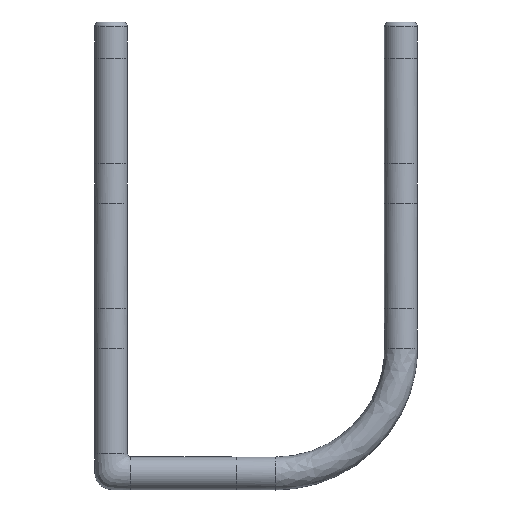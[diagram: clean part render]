
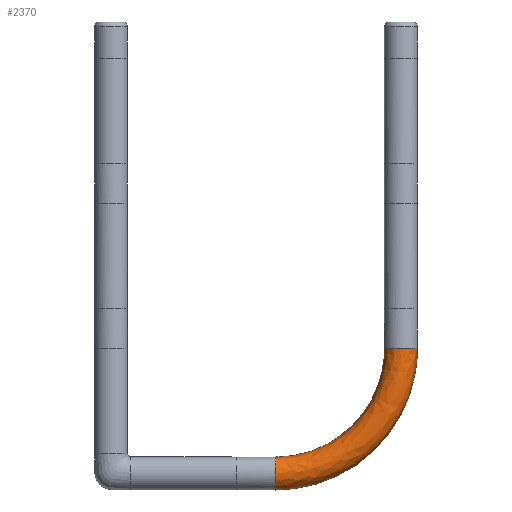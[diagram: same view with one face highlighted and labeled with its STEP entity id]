
A CAD part, top view. The second image highlights one B-rep face of the part: STEP entity #2370.
In plain terms, the highlighted free-form (B-spline) face has degree [2, 2] with [9, 9] control points.
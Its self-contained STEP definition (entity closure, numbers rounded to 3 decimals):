
#47=(
BOUNDED_SURFACE()
B_SPLINE_SURFACE(2,2,((#8102,#8103,#8104,#8105,#8106,#8107,#8108,#8109,
#8110),(#8111,#8112,#8113,#8114,#8115,#8116,#8117,#8118,#8119),(#8120,#8121,
#8122,#8123,#8124,#8125,#8126,#8127,#8128),(#8129,#8130,#8131,#8132,#8133,
#8134,#8135,#8136,#8137),(#8138,#8139,#8140,#8141,#8142,#8143,#8144,#8145,
#8146),(#8147,#8148,#8149,#8150,#8151,#8152,#8153,#8154,#8155),(#8156,#8157,
#8158,#8159,#8160,#8161,#8162,#8163,#8164),(#8165,#8166,#8167,#8168,#8169,
#8170,#8171,#8172,#8173),(#8174,#8175,#8176,#8177,#8178,#8179,#8180,#8181,
#8182)),.UNSPECIFIED.,.T.,.F.,.F.)
B_SPLINE_SURFACE_WITH_KNOTS((3,2,2,2,3),(3,2,2,2,3),(0.,148.911,
297.823,446.734,595.646),(0.,19.635,
39.27,58.905,78.54),.UNSPECIFIED.)
GEOMETRIC_REPRESENTATION_ITEM()
RATIONAL_B_SPLINE_SURFACE(((1.,0.707,1.,0.707,1.,
0.707,1.,0.707,1.),(0.707,0.5,0.707,
0.5,0.707,0.5,0.707,0.5,0.707),(1.,
0.707,1.,0.707,1.,0.707,1.,0.707,
1.),(0.707,0.5,0.707,0.5,0.707,0.5,
0.707,0.5,0.707),(1.,0.707,1.,0.707,
1.,0.707,1.,0.707,1.),(0.707,0.5,0.707,
0.5,0.707,0.5,0.707,0.5,0.707),(1.,
0.707,1.,0.707,1.,0.707,1.,0.707,
1.),(0.707,0.5,0.707,0.5,0.707,0.5,
0.707,0.5,0.707),(1.,0.707,1.,0.707,
1.,0.707,1.,0.707,1.)))
REPRESENTATION_ITEM('')
SURFACE()
);
#2370=ADVANCED_FACE('',(#2624),#47,.T.);
#2624=FACE_OUTER_BOUND('',#2890,.T.);
#2890=EDGE_LOOP('',(#3420,#3421,#3422,#3423));
#3420=ORIENTED_EDGE('',*,*,#4717,.T.);
#3421=ORIENTED_EDGE('',*,*,#4472,.F.);
#3422=ORIENTED_EDGE('',*,*,#4774,.T.);
#3423=ORIENTED_EDGE('',*,*,#4436,.T.);
#4436=EDGE_CURVE('',#5663,#5666,#4987,.T.);
#4472=EDGE_CURVE('',#5664,#5665,#5005,.T.);
#4717=EDGE_CURVE('',#5666,#5665,#5108,.T.);
#4774=EDGE_CURVE('',#5664,#5663,#5131,.T.);
#4987=(
BOUNDED_CURVE()
B_SPLINE_CURVE(2,(#14157,#14158,#14159),.UNSPECIFIED.,.F.,.F.)
B_SPLINE_CURVE_WITH_KNOTS((3,3),(148.934,297.801),
 .UNSPECIFIED.)
CURVE()
GEOMETRIC_REPRESENTATION_ITEM()
RATIONAL_B_SPLINE_CURVE((1.,0.707,1.))
REPRESENTATION_ITEM('')
);
#5005=(
BOUNDED_CURVE()
B_SPLINE_CURVE(2,(#14520,#14521,#14522),.UNSPECIFIED.,.F.,.F.)
B_SPLINE_CURVE_WITH_KNOTS((3,3),(-129.227,0.),.UNSPECIFIED.)
CURVE()
GEOMETRIC_REPRESENTATION_ITEM()
RATIONAL_B_SPLINE_CURVE((1.,0.707,1.))
REPRESENTATION_ITEM('')
);
#5108=(
BOUNDED_CURVE()
B_SPLINE_CURVE(2,(#16567,#16568,#16569,#16570,#16571),.UNSPECIFIED.,.F.,
 .F.)
B_SPLINE_CURVE_WITH_KNOTS((3,2,3),(-39.27,-19.635,
0.),.UNSPECIFIED.)
CURVE()
GEOMETRIC_REPRESENTATION_ITEM()
RATIONAL_B_SPLINE_CURVE((1.,0.707,1.,0.707,1.))
REPRESENTATION_ITEM('')
);
#5131=(
BOUNDED_CURVE()
B_SPLINE_CURVE(2,(#17082,#17083,#17084,#17085,#17086),.UNSPECIFIED.,.F.,
 .F.)
B_SPLINE_CURVE_WITH_KNOTS((3,2,3),(-39.27,-19.635,
0.),.UNSPECIFIED.)
CURVE()
GEOMETRIC_REPRESENTATION_ITEM()
RATIONAL_B_SPLINE_CURVE((1.,0.707,1.,0.707,1.))
REPRESENTATION_ITEM('')
);
#5663=VERTEX_POINT('',#13550);
#5664=VERTEX_POINT('',#13551);
#5665=VERTEX_POINT('',#13552);
#5666=VERTEX_POINT('',#13553);
#8102=CARTESIAN_POINT('',(125.05,202.073,0.));
#8103=CARTESIAN_POINT('',(125.05,202.073,-12.5));
#8104=CARTESIAN_POINT('',(125.05,189.573,-12.5));
#8105=CARTESIAN_POINT('',(125.05,177.073,-12.5));
#8106=CARTESIAN_POINT('',(125.05,177.073,0.));
#8107=CARTESIAN_POINT('',(125.05,177.073,12.5));
#8108=CARTESIAN_POINT('',(125.05,189.573,12.5));
#8109=CARTESIAN_POINT('',(125.05,202.073,12.5));
#8110=CARTESIAN_POINT('',(125.05,202.073,0.));
#8111=CARTESIAN_POINT('',(232.35,202.073,0.));
#8112=CARTESIAN_POINT('',(232.35,202.073,-12.5));
#8113=CARTESIAN_POINT('',(219.85,189.573,-12.5));
#8114=CARTESIAN_POINT('',(207.35,177.073,-12.5));
#8115=CARTESIAN_POINT('',(207.35,177.073,0.));
#8116=CARTESIAN_POINT('',(207.35,177.073,12.5));
#8117=CARTESIAN_POINT('',(219.85,189.573,12.5));
#8118=CARTESIAN_POINT('',(232.35,202.073,12.5));
#8119=CARTESIAN_POINT('',(232.35,202.073,0.));
#8120=CARTESIAN_POINT('',(232.35,94.773,0.));
#8121=CARTESIAN_POINT('',(232.35,94.773,-12.5));
#8122=CARTESIAN_POINT('',(219.85,94.773,-12.5));
#8123=CARTESIAN_POINT('',(207.35,94.773,-12.5));
#8124=CARTESIAN_POINT('',(207.35,94.773,0.));
#8125=CARTESIAN_POINT('',(207.35,94.773,12.5));
#8126=CARTESIAN_POINT('',(219.85,94.773,12.5));
#8127=CARTESIAN_POINT('',(232.35,94.773,12.5));
#8128=CARTESIAN_POINT('',(232.35,94.773,0.));
#8129=CARTESIAN_POINT('',(232.35,-12.527,0.));
#8130=CARTESIAN_POINT('',(232.35,-12.527,-12.5));
#8131=CARTESIAN_POINT('',(219.85,-0.027,-12.5));
#8132=CARTESIAN_POINT('',(207.35,12.473,-12.5));
#8133=CARTESIAN_POINT('',(207.35,12.473,0.));
#8134=CARTESIAN_POINT('',(207.35,12.473,12.5));
#8135=CARTESIAN_POINT('',(219.85,-0.027,12.5));
#8136=CARTESIAN_POINT('',(232.35,-12.527,12.5));
#8137=CARTESIAN_POINT('',(232.35,-12.527,0.));
#8138=CARTESIAN_POINT('',(125.05,-12.527,0.));
#8139=CARTESIAN_POINT('',(125.05,-12.527,-12.5));
#8140=CARTESIAN_POINT('',(125.05,-0.027,-12.5));
#8141=CARTESIAN_POINT('',(125.05,12.473,-12.5));
#8142=CARTESIAN_POINT('',(125.05,12.473,0.));
#8143=CARTESIAN_POINT('',(125.05,12.473,12.5));
#8144=CARTESIAN_POINT('',(125.05,-0.027,12.5));
#8145=CARTESIAN_POINT('',(125.05,-12.527,12.5));
#8146=CARTESIAN_POINT('',(125.05,-12.527,0.));
#8147=CARTESIAN_POINT('',(17.75,-12.527,0.));
#8148=CARTESIAN_POINT('',(17.75,-12.527,-12.5));
#8149=CARTESIAN_POINT('',(30.25,-0.027,-12.5));
#8150=CARTESIAN_POINT('',(42.75,12.473,-12.5));
#8151=CARTESIAN_POINT('',(42.75,12.473,0.));
#8152=CARTESIAN_POINT('',(42.75,12.473,12.5));
#8153=CARTESIAN_POINT('',(30.25,-0.027,12.5));
#8154=CARTESIAN_POINT('',(17.75,-12.527,12.5));
#8155=CARTESIAN_POINT('',(17.75,-12.527,0.));
#8156=CARTESIAN_POINT('',(17.75,94.773,0.));
#8157=CARTESIAN_POINT('',(17.75,94.773,-12.5));
#8158=CARTESIAN_POINT('',(30.25,94.773,-12.5));
#8159=CARTESIAN_POINT('',(42.75,94.773,-12.5));
#8160=CARTESIAN_POINT('',(42.75,94.773,0.));
#8161=CARTESIAN_POINT('',(42.75,94.773,12.5));
#8162=CARTESIAN_POINT('',(30.25,94.773,12.5));
#8163=CARTESIAN_POINT('',(17.75,94.773,12.5));
#8164=CARTESIAN_POINT('',(17.75,94.773,0.));
#8165=CARTESIAN_POINT('',(17.75,202.073,0.));
#8166=CARTESIAN_POINT('',(17.75,202.073,-12.5));
#8167=CARTESIAN_POINT('',(30.25,189.573,-12.5));
#8168=CARTESIAN_POINT('',(42.75,177.073,-12.5));
#8169=CARTESIAN_POINT('',(42.75,177.073,0.));
#8170=CARTESIAN_POINT('',(42.75,177.073,12.5));
#8171=CARTESIAN_POINT('',(30.25,189.573,12.5));
#8172=CARTESIAN_POINT('',(17.75,202.073,12.5));
#8173=CARTESIAN_POINT('',(17.75,202.073,0.));
#8174=CARTESIAN_POINT('',(125.05,202.073,0.));
#8175=CARTESIAN_POINT('',(125.05,202.073,-12.5));
#8176=CARTESIAN_POINT('',(125.05,189.573,-12.5));
#8177=CARTESIAN_POINT('',(125.05,177.073,-12.5));
#8178=CARTESIAN_POINT('',(125.05,177.073,0.));
#8179=CARTESIAN_POINT('',(125.05,177.073,12.5));
#8180=CARTESIAN_POINT('',(125.05,189.573,12.5));
#8181=CARTESIAN_POINT('',(125.05,202.073,12.5));
#8182=CARTESIAN_POINT('',(125.05,202.073,0.));
#13550=CARTESIAN_POINT('',(125.,-12.527,0.));
#13551=CARTESIAN_POINT('',(125.,12.473,0.));
#13552=CARTESIAN_POINT('',(207.325,94.824,0.));
#13553=CARTESIAN_POINT('',(232.325,94.824,0.));
#14157=CARTESIAN_POINT('',(125.,-12.527,0.));
#14158=CARTESIAN_POINT('',(232.313,-12.489,0.));
#14159=CARTESIAN_POINT('',(232.325,94.824,0.));
#14520=CARTESIAN_POINT('',(125.,12.473,0.));
#14521=CARTESIAN_POINT('',(207.313,12.511,0.));
#14522=CARTESIAN_POINT('',(207.325,94.824,0.));
#16567=CARTESIAN_POINT('',(232.325,94.824,0.));
#16568=CARTESIAN_POINT('',(232.325,94.824,12.5));
#16569=CARTESIAN_POINT('',(219.825,94.824,12.5));
#16570=CARTESIAN_POINT('',(207.325,94.824,12.5));
#16571=CARTESIAN_POINT('',(207.325,94.824,0.));
#17082=CARTESIAN_POINT('',(125.,12.473,0.));
#17083=CARTESIAN_POINT('',(125.,12.473,12.5));
#17084=CARTESIAN_POINT('',(125.,-0.027,12.5));
#17085=CARTESIAN_POINT('',(125.,-12.527,12.5));
#17086=CARTESIAN_POINT('',(125.,-12.527,0.));
